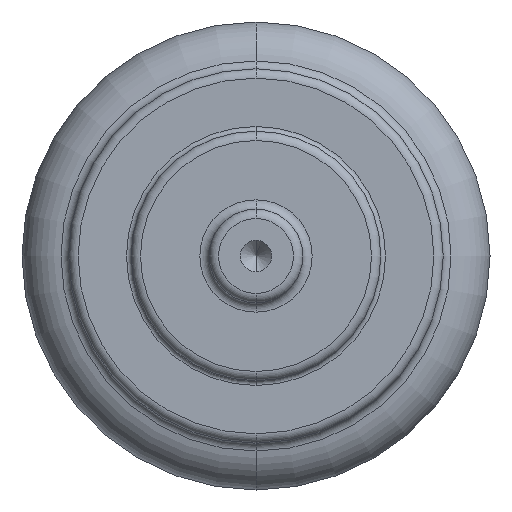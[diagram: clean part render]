
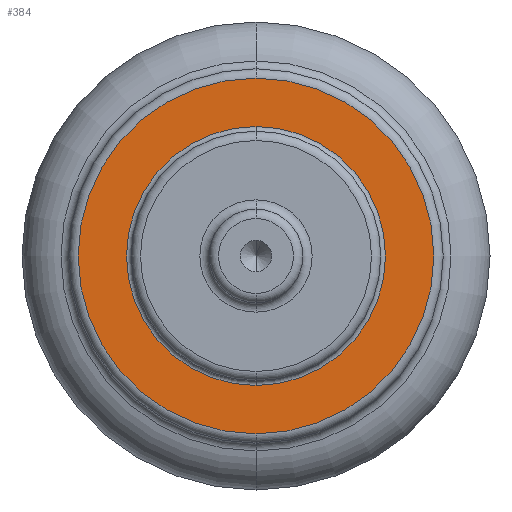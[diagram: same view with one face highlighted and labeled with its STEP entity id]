
A CAD part, front view. The second image highlights one B-rep face of the part: STEP entity #384.
In plain terms, the highlighted planar face has unit normal (0, -1, 0).
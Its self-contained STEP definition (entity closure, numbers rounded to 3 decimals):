
#20 = ORIENTED_EDGE ( 'NONE', *, *, #1327, .T. ) ;
#81 = CARTESIAN_POINT ( 'NONE',  ( 0., -345., 41.5 ) ) ;
#101 = VERTEX_POINT ( 'NONE', #81 ) ;
#140 = AXIS2_PLACEMENT_3D ( 'NONE', #1187, #416, #1283 ) ;
#163 = CARTESIAN_POINT ( 'NONE',  ( 0., -345., 0. ) ) ;
#223 = DIRECTION ( 'NONE',  ( 0., 0., 1. ) ) ;
#224 = EDGE_CURVE ( 'NONE', #477, #101, #800, .T. ) ;
#232 = CARTESIAN_POINT ( 'NONE',  ( 0., -345., 0. ) ) ;
#233 = ORIENTED_EDGE ( 'NONE', *, *, #224, .T. ) ;
#256 = PLANE ( 'NONE',  #1250 ) ;
#328 = VERTEX_POINT ( 'NONE', #565 ) ;
#331 = FACE_OUTER_BOUND ( 'NONE', #829, .T. ) ;
#384 = ADVANCED_FACE ( 'NONE', ( #1006, #331 ), #256, .F. ) ;
#416 = DIRECTION ( 'NONE',  ( 0., -1., 0. ) ) ;
#477 = VERTEX_POINT ( 'NONE', #603 ) ;
#515 = DIRECTION ( 'NONE',  ( 0., 0., 1. ) ) ;
#520 = DIRECTION ( 'NONE',  ( 0., 1., 0. ) ) ;
#565 = CARTESIAN_POINT ( 'NONE',  ( 0., -345., -57. ) ) ;
#586 = EDGE_LOOP ( 'NONE', ( #1113, #233 ) ) ;
#603 = CARTESIAN_POINT ( 'NONE',  ( 0., -345., -41.5 ) ) ;
#700 = AXIS2_PLACEMENT_3D ( 'NONE', #163, #1020, #1361 ) ;
#776 = VERTEX_POINT ( 'NONE', #1078 ) ;
#783 = DIRECTION ( 'NONE',  ( 0., 1., 0. ) ) ;
#800 = CIRCLE ( 'NONE', #1088, 41.5 ) ;
#828 = CARTESIAN_POINT ( 'NONE',  ( 0., -345., 0. ) ) ;
#829 = EDGE_LOOP ( 'NONE', ( #20, #1317 ) ) ;
#857 = CARTESIAN_POINT ( 'NONE',  ( 0., -345., 0. ) ) ;
#892 = DIRECTION ( 'NONE',  ( 0., 0., 1. ) ) ;
#954 = CIRCLE ( 'NONE', #700, 57. ) ;
#1006 = FACE_BOUND ( 'NONE', #586, .T. ) ;
#1020 = DIRECTION ( 'NONE',  ( 0., -1., 0. ) ) ;
#1078 = CARTESIAN_POINT ( 'NONE',  ( 0., -345., 57. ) ) ;
#1088 = AXIS2_PLACEMENT_3D ( 'NONE', #857, #520, #223 ) ;
#1113 = ORIENTED_EDGE ( 'NONE', *, *, #1294, .T. ) ;
#1153 = CIRCLE ( 'NONE', #1379, 41.5 ) ;
#1187 = CARTESIAN_POINT ( 'NONE',  ( 0., -345., 0. ) ) ;
#1232 = EDGE_CURVE ( 'NONE', #328, #776, #954, .T. ) ;
#1250 = AXIS2_PLACEMENT_3D ( 'NONE', #232, #783, #892 ) ;
#1253 = DIRECTION ( 'NONE',  ( 0., 1., 0. ) ) ;
#1283 = DIRECTION ( 'NONE',  ( 0., 0., 1. ) ) ;
#1294 = EDGE_CURVE ( 'NONE', #101, #477, #1153, .T. ) ;
#1317 = ORIENTED_EDGE ( 'NONE', *, *, #1232, .T. ) ;
#1327 = EDGE_CURVE ( 'NONE', #776, #328, #1356, .T. ) ;
#1356 = CIRCLE ( 'NONE', #140, 57. ) ;
#1361 = DIRECTION ( 'NONE',  ( 0., 0., 1. ) ) ;
#1379 = AXIS2_PLACEMENT_3D ( 'NONE', #828, #1253, #515 ) ;
